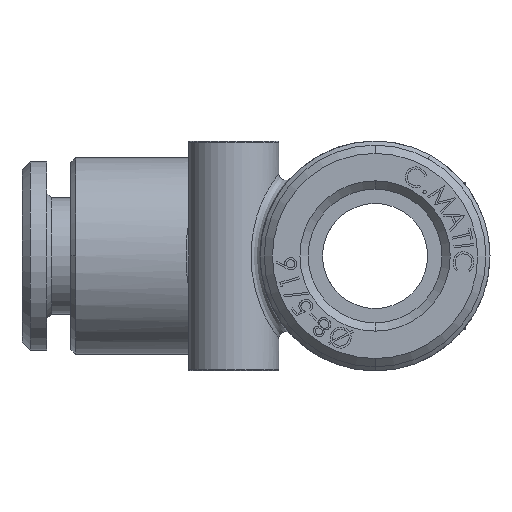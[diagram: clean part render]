
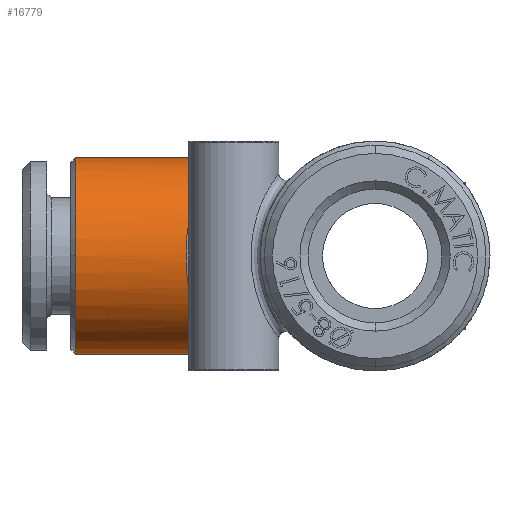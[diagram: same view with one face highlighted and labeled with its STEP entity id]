
A CAD part, left-side view. The second image highlights one B-rep face of the part: STEP entity #16779.
In plain terms, the highlighted cylindrical face has radius 6 mm (diameter 12 mm), a partial arc.
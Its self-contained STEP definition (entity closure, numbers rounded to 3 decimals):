
#38 = CARTESIAN_POINT ( 'NONE',  ( -13., 8.666, 0. ) ) ;
#338 = EDGE_CURVE ( 'NONE', #26553, #14344, #9239, .T. ) ;
#365 = CARTESIAN_POINT ( 'NONE',  ( -17.184, 9.244, -4.301 ) ) ;
#565 = CARTESIAN_POINT ( 'NONE',  ( -18.649, 11.349, -2.156 ) ) ;
#2229 = EDGE_CURVE ( 'NONE', #16885, #26985, #12495, .T. ) ;
#2423 = ORIENTED_EDGE ( 'NONE', *, *, #4031, .F. ) ;
#2449 = CARTESIAN_POINT ( 'NONE',  ( -19., 18.235, 0. ) ) ;
#2672 = CARTESIAN_POINT ( 'NONE',  ( -17.402, 9.909, 4.089 ) ) ;
#2898 = EDGE_CURVE ( 'NONE', #26553, #14436, #21115, .T. ) ;
#3996 = CARTESIAN_POINT ( 'NONE',  ( -13., 8.666, 6. ) ) ;
#4031 = EDGE_CURVE ( 'NONE', #14436, #23576, #24874, .T. ) ;
#4324 = DIRECTION ( 'NONE',  ( -0.479, 0., -0.878 ) ) ;
#5200 = CARTESIAN_POINT ( 'NONE',  ( -18.033, 10.837, 3.279 ) ) ;
#5296 = CARTESIAN_POINT ( 'NONE',  ( -17.181, 9.094, 4.304 ) ) ;
#5392 = LINE ( 'NONE', #15470, #12198 ) ;
#5847 = ORIENTED_EDGE ( 'NONE', *, *, #338, .T. ) ;
#6265 = AXIS2_PLACEMENT_3D ( 'NONE', #9248, #9061, #23211 ) ;
#6291 = AXIS2_PLACEMENT_3D ( 'NONE', #6996, #9565, #20934 ) ;
#6432 = CIRCLE ( 'NONE', #29267, 6. ) ;
#6996 = CARTESIAN_POINT ( 'NONE',  ( -13., 8.666, 0. ) ) ;
#7085 = VECTOR ( 'NONE', #22288, 1000. ) ;
#7463 = CARTESIAN_POINT ( 'NONE',  ( -13., 18.235, 0. ) ) ;
#7502 = CARTESIAN_POINT ( 'NONE',  ( -19.066, 11.543, -0.38 ) ) ;
#7747 = EDGE_CURVE ( 'NONE', #23576, #14617, #13426, .T. ) ;
#8508 = CARTESIAN_POINT ( 'NONE',  ( -17.173, 8.666, 4.312 ) ) ;
#9061 = DIRECTION ( 'NONE',  ( 0., -1., 0. ) ) ;
#9239 = LINE ( 'NONE', #26996, #7085 ) ;
#9248 = CARTESIAN_POINT ( 'NONE',  ( -13., 8.666, 0. ) ) ;
#9372 = DIRECTION ( 'NONE',  ( 0., -1., 0. ) ) ;
#9565 = DIRECTION ( 'NONE',  ( 0., 1., 0. ) ) ;
#9653 = DIRECTION ( 'NONE',  ( 0., -1., 0. ) ) ;
#9815 = EDGE_CURVE ( 'NONE', #14344, #16885, #27414, .T. ) ;
#10348 = CARTESIAN_POINT ( 'NONE',  ( -13., 8.666, -6. ) ) ;
#10935 = CYLINDRICAL_SURFACE ( 'NONE', #6291, 6. ) ;
#11345 = FACE_OUTER_BOUND ( 'NONE', #21996, .T. ) ;
#11809 = CARTESIAN_POINT ( 'NONE',  ( -17.173, 8.666, -4.312 ) ) ;
#12198 = VECTOR ( 'NONE', #22925, 1000. ) ;
#12475 = ORIENTED_EDGE ( 'NONE', *, *, #2229, .T. ) ;
#12495 = CIRCLE ( 'NONE', #16802, 6. ) ;
#12634 = CARTESIAN_POINT ( 'NONE',  ( -13., 18.235, 6. ) ) ;
#12840 = ORIENTED_EDGE ( 'NONE', *, *, #7747, .F. ) ;
#13426 = CIRCLE ( 'NONE', #26231, 6. ) ;
#13984 = DIRECTION ( 'NONE',  ( -0.479, 0., -0.878 ) ) ;
#14018 = CARTESIAN_POINT ( 'NONE',  ( -17.579, 10.297, -3.913 ) ) ;
#14171 = CARTESIAN_POINT ( 'NONE',  ( -13., 18.235, -6. ) ) ;
#14296 = CARTESIAN_POINT ( 'NONE',  ( -18.163, 10.964, 3.072 ) ) ;
#14344 = VERTEX_POINT ( 'NONE', #12634 ) ;
#14416 = EDGE_CURVE ( 'NONE', #14617, #24229, #6432, .T. ) ;
#14436 = VERTEX_POINT ( 'NONE', #8508 ) ;
#14617 = VERTEX_POINT ( 'NONE', #23091 ) ;
#15470 = CARTESIAN_POINT ( 'NONE',  ( -13., 8.666, -6. ) ) ;
#16302 = ORIENTED_EDGE ( 'NONE', *, *, #2898, .F. ) ;
#16635 = CARTESIAN_POINT ( 'NONE',  ( -17.704, 10.457, 3.749 ) ) ;
#16779 = ADVANCED_FACE ( 'NONE', ( #11345 ), #10935, .T. ) ;
#16802 = AXIS2_PLACEMENT_3D ( 'NONE', #27295, #20185, #4324 ) ;
#16885 = VERTEX_POINT ( 'NONE', #2449 ) ;
#18913 = CARTESIAN_POINT ( 'NONE',  ( -18.87, 11.458, 1.472 ) ) ;
#19466 = DIRECTION ( 'NONE',  ( 0., -1., 0. ) ) ;
#20185 = DIRECTION ( 'NONE',  ( 0., -1., 0. ) ) ;
#20363 = CARTESIAN_POINT ( 'NONE',  ( -17.173, 8.666, -4.312 ) ) ;
#20902 = ORIENTED_EDGE ( 'NONE', *, *, #14416, .F. ) ;
#20934 = DIRECTION ( 'NONE',  ( 0., 0., 1. ) ) ;
#20965 = CARTESIAN_POINT ( 'NONE',  ( -17.319, 9.819, -4.171 ) ) ;
#21115 = CIRCLE ( 'NONE', #6265, 6. ) ;
#21248 = CARTESIAN_POINT ( 'NONE',  ( -18.575, 11.317, 2.329 ) ) ;
#21346 = CARTESIAN_POINT ( 'NONE',  ( -18.832, 11.436, -1.587 ) ) ;
#21996 = EDGE_LOOP ( 'NONE', ( #22161, #20902, #12840, #2423, #16302, #5847, #22363, #12475 ) ) ;
#22161 = ORIENTED_EDGE ( 'NONE', *, *, #27129, .F. ) ;
#22288 = DIRECTION ( 'NONE',  ( 0., 1., 0. ) ) ;
#22363 = ORIENTED_EDGE ( 'NONE', *, *, #9815, .T. ) ;
#22925 = DIRECTION ( 'NONE',  ( 0., 1., 0. ) ) ;
#23091 = CARTESIAN_POINT ( 'NONE',  ( -15.877, 8.666, -5.265 ) ) ;
#23211 = DIRECTION ( 'NONE',  ( -0.479, 0., -0.878 ) ) ;
#23270 = CARTESIAN_POINT ( 'NONE',  ( -18.159, 11.035, -3.167 ) ) ;
#23371 = CARTESIAN_POINT ( 'NONE',  ( -17.257, 9.52, 4.23 ) ) ;
#23564 = CARTESIAN_POINT ( 'NONE',  ( -18.989, 11.507, 0.85 ) ) ;
#23576 = VERTEX_POINT ( 'NONE', #20363 ) ;
#24196 = CARTESIAN_POINT ( 'NONE',  ( -13., 8.666, 0. ) ) ;
#24229 = VERTEX_POINT ( 'NONE', #10348 ) ;
#24874 = B_SPLINE_CURVE_WITH_KNOTS ( 'NONE', 5,
 ( #25741, #5296, #23371, #2672, #16635, #5200, #14296, #21248, #18913, #23564, #7502, #21346, #565, #23270, #14018, #20965, #365, #11809 ),
 .UNSPECIFIED., .F., .F.,
 ( 6, 3, 3, 3, 3, 6 ),
 ( 0., 0.162, 0.272, 0.534, 0.781, 1. ),
 .UNSPECIFIED. ) ;
#25741 = CARTESIAN_POINT ( 'NONE',  ( -17.173, 8.666, 4.312 ) ) ;
#26231 = AXIS2_PLACEMENT_3D ( 'NONE', #38, #9372, #27902 ) ;
#26454 = DIRECTION ( 'NONE',  ( 0.99, 0., -0.141 ) ) ;
#26553 = VERTEX_POINT ( 'NONE', #3996 ) ;
#26985 = VERTEX_POINT ( 'NONE', #14171 ) ;
#26996 = CARTESIAN_POINT ( 'NONE',  ( -13., 8.666, 6. ) ) ;
#27129 = EDGE_CURVE ( 'NONE', #24229, #26985, #5392, .T. ) ;
#27295 = CARTESIAN_POINT ( 'NONE',  ( -13., 18.235, 0. ) ) ;
#27414 = CIRCLE ( 'NONE', #27474, 6. ) ;
#27474 = AXIS2_PLACEMENT_3D ( 'NONE', #7463, #9653, #13984 ) ;
#27902 = DIRECTION ( 'NONE',  ( -0.479, 0., -0.878 ) ) ;
#29267 = AXIS2_PLACEMENT_3D ( 'NONE', #24196, #19466, #26454 ) ;
